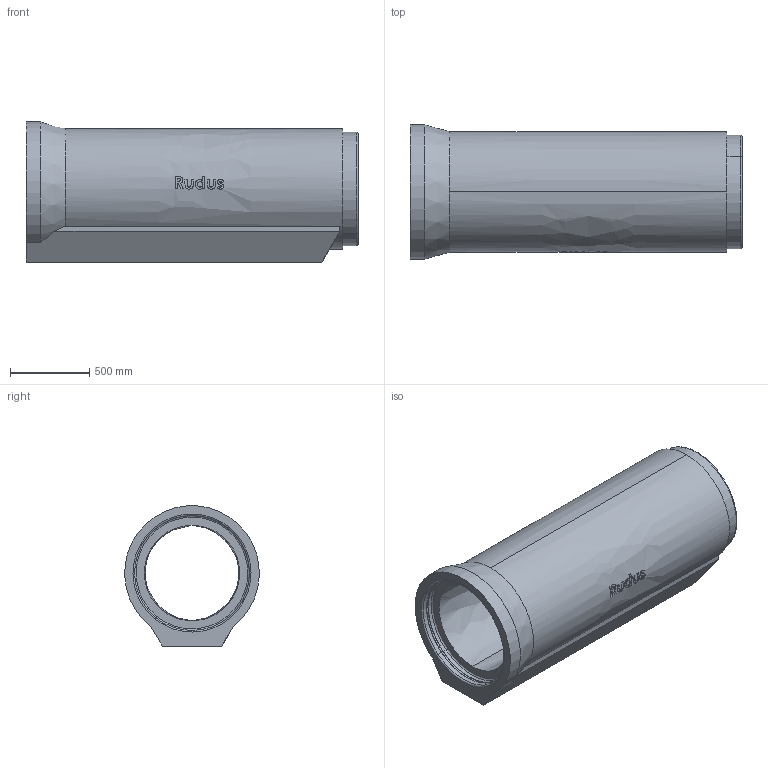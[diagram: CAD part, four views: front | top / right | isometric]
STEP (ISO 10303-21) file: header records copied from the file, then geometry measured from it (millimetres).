
FILE_DESCRIPTION (( 'STEP AP203' ), '1' );
FILE_NAME ('Rudus 12062031 EK-jalkaputki 600x2000.step', '2020-03-05T20:22:56', ( '' ), ( '' ), 'SwSTEP 2.0', 'SolidWorks 2019', '' );
FILE_SCHEMA (( 'CONFIG_CONTROL_DESIGN' ));
Length unit declared in the file: millimetre
Products named in the file (2): EK-osa-putkirunko_Jalkaputki; Rudus 12062031 EK-jalkaputki 600x2000
Assembly tree (1 placements, depth 2):
  Rudus 12062031 EK-jalkaputki 600x2000
    EK-osa-putkirunko_Jalkaputki
Bounding box: 2090 x 846.67 x 882.45 mm (x, y, z)
Volume: 453551117.7 mm3; surface area: 10407159.7 mm2
Topology: 1 solids, 1 shells, 119 faces, 389 edges, 283 vertices
Faces by surface type: bspline 55, plane 42, cylinder 13, torus 6, cone 3
Entity records: 23505 total; most frequent: CARTESIAN_POINT 20395, ORIENTED_EDGE 778, EDGE_CURVE 389, DIRECTION 376, VERTEX_POINT 283, B_SPLINE_CURVE_WITH_KNOTS 248, AXIS2_PLACEMENT_3D 169, EDGE_LOOP 132
